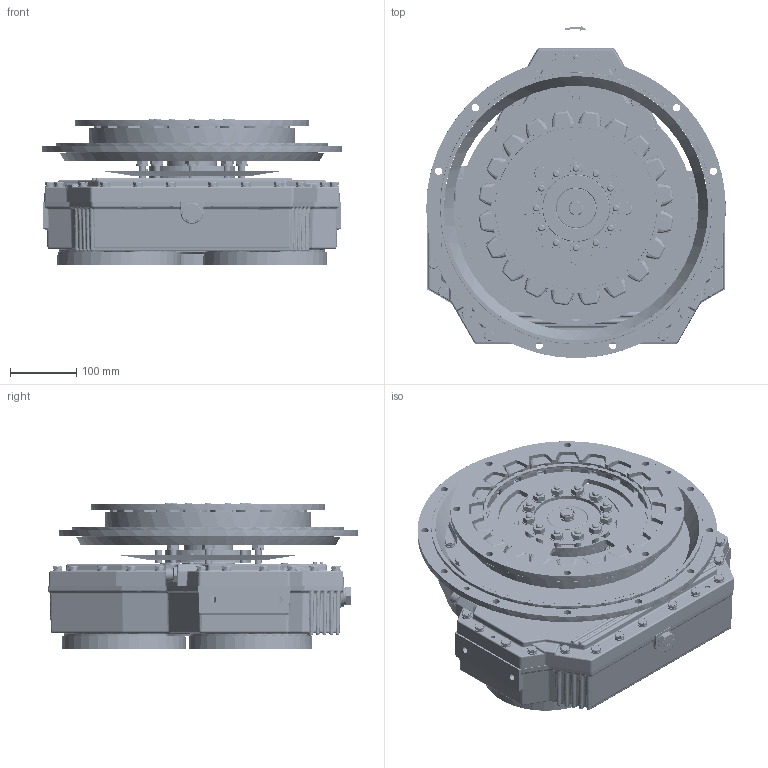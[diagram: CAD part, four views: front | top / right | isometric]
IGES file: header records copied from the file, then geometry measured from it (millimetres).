
Start section: SolidWorks IGES file using analytic representation for surfaces
Global section: file name: 1029021E.IGS; native system: SolidWorks 2019; preprocessor: SolidWorks 2019; author: AndrewC; date: 230512.111814; units: millimetre
Bounding box: 451 x 500.04 x 220.9 mm (x, y, z)
Surface area: 2041046.1 mm2 (no closed solid volume)
Topology: 0 solids, 0 shells, 6734 faces, 106238 edges, 105057 vertices
Faces by surface type: bspline 4430, revolution 2304
